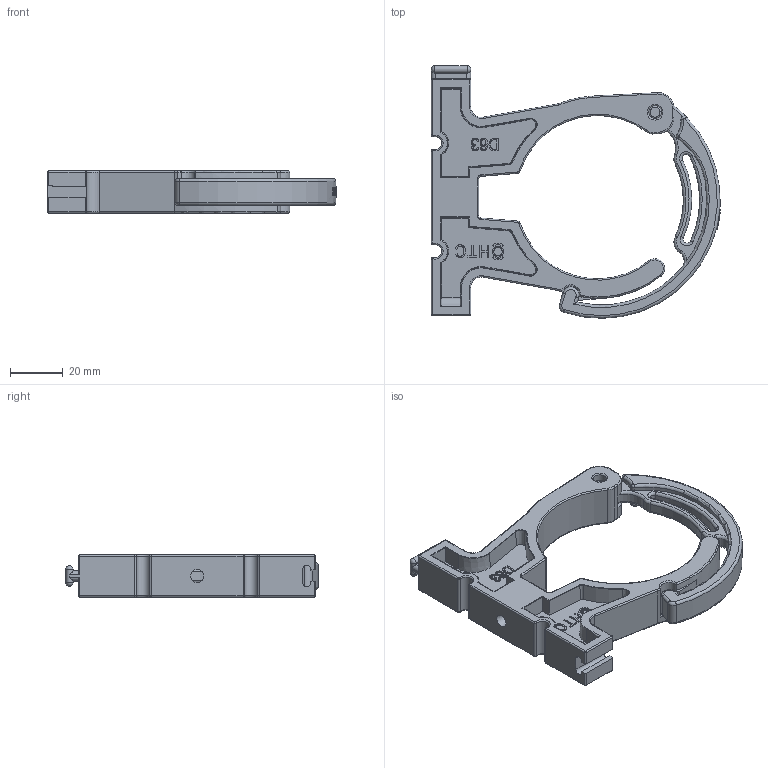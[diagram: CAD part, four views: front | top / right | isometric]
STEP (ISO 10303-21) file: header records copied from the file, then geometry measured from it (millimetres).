
FILE_DESCRIPTION(/* description */ (''),/* implementation_level */ '2;1');
FILE_NAME(/* name */ '63带座管卡.stp',/* time_stamp */ '2025-07-12T13:34:19+08:00',/* author */ (''),/* organization */ (''),/* preprocessor_version */ 'ST-DEVELOPER v16',/* originating_system */ 'SIEMENS PLM Software NX 10.0',/* authorisation */ '');
FILE_SCHEMA (('AUTOMOTIVE_DESIGN { 1 0 10303 214 3 1 1 1 }'));
Length unit declared in the file: millimetre
Products named in the file (1): gelv185438879m5h
Bounding box: 109.88 x 95.86 x 16 mm (x, y, z)
Volume: 44505.9 mm3; surface area: 24011.8 mm2
Topology: 2 solids, 2 shells, 566 faces, 1407 edges, 868 vertices
Faces by surface type: plane 211, cylinder 170, torus 90, extrusion 45, cone 22, bspline 16, sphere 12
Full cylindrical faces by diameter (mm): 3.187 x2, 4.25 x2, 4.8 x2, 4.926 x1, 5 x2
Entity records: 20149 total; most frequent: CARTESIAN_POINT 6439, DIRECTION 2814, ORIENTED_EDGE 2730, EDGE_CURVE 1365, AXIS2_PLACEMENT_3D 1043, VERTEX_POINT 855, VECTOR 728, LINE 683
